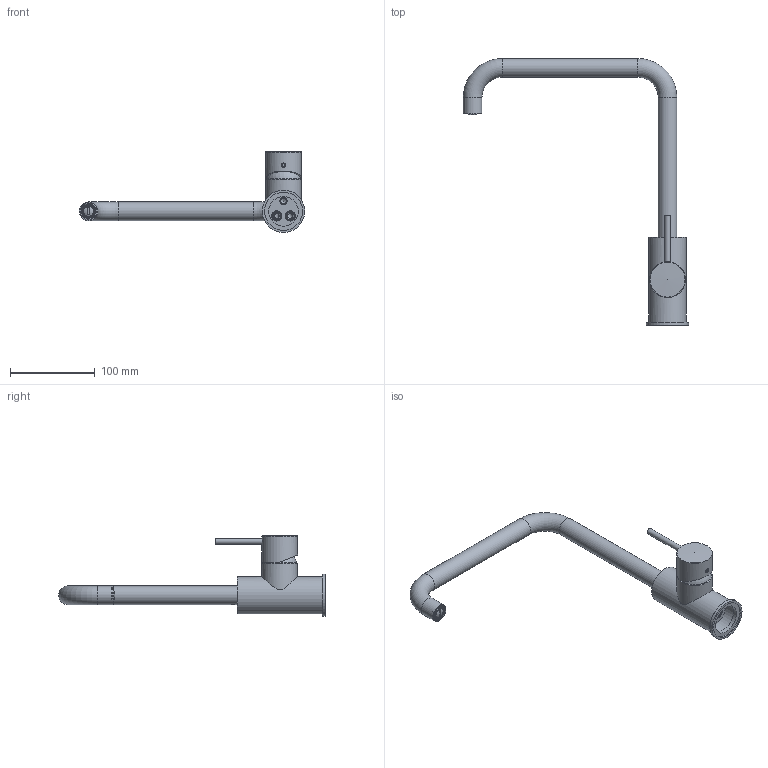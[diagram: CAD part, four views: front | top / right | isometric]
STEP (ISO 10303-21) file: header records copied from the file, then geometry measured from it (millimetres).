
FILE_DESCRIPTION(/* description */ ('Unknown'),/* implementation_level */ '2;1');
FILE_NAME(/* name */ 'CB041',/* time_stamp */ '2016-03-31T14:34:22+02:00',/* author */ ('Unknown'),/* organization */ ('Unknown'),/* preprocessor_version */ 'ST-DEVELOPER v16.7',/* originating_system */ 'DEX',/* authorisation */ $);
FILE_SCHEMA (('AUTOMOTIVE_DESIGN {1 0 10303 214 3 1 1}'));
Length unit declared in the file: millimetre
Products named in the file (1): CB041
Bounding box: 266 x 315 x 95.55 mm (x, y, z)
Surface area: 70686.9 mm2 (no closed solid volume)
Topology: 0 solids, 37 shells, 109 faces, 317 edges, 242 vertices
Faces by surface type: plane 41, cylinder 31, torus 17, cone 17, sphere 2, bspline 1
Full cylindrical faces by diameter (mm): 3.242 x1, 4 x2, 5 x1, 6.647 x1, 7 x3, 8.917 x2, 11 x2, 13.464 x1, 16 x1, 16.75 x1, 19 x1, 20.004 x1, 20.2 x1, 22 x3, 22.3 x1, 35 x1, 39 x1, 39.3 x1, 42 x2, 44 x1, 45 x1, 50 x1
Entity records: 6127 total; most frequent: CARTESIAN_POINT 3200, DIRECTION 565, ORIENTED_EDGE 296, AXIS2_PLACEMENT_3D 260, EDGE_CURVE 216, VERTEX_POINT 203, FACE_BOUND 195, EDGE_LOOP 194
